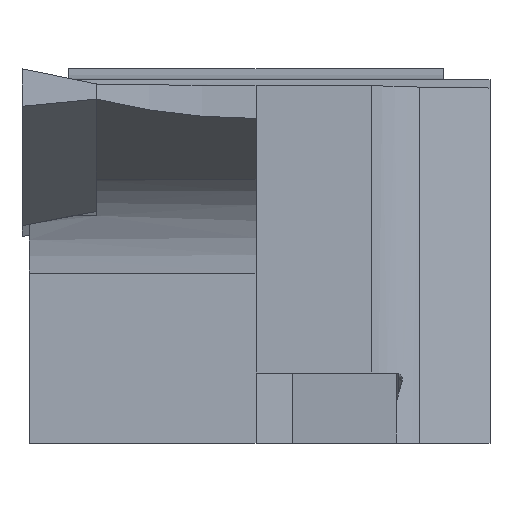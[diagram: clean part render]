
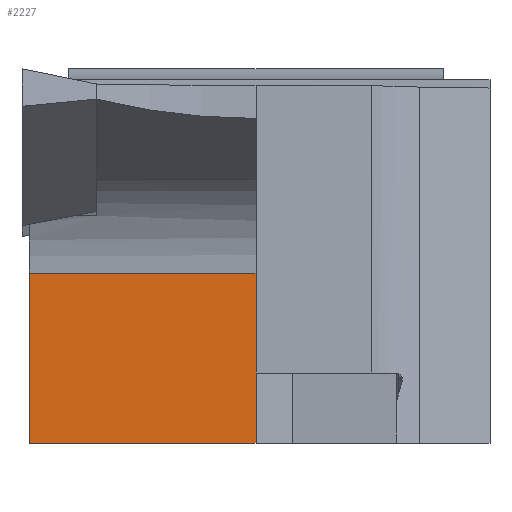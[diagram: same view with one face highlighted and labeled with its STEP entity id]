
A CAD part, left-side view. The second image highlights one B-rep face of the part: STEP entity #2227.
In plain terms, the highlighted planar face has unit normal (-1, 0, 0).
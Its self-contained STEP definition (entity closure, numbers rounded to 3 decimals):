
#37 = CARTESIAN_POINT ( 'NONE',  ( -118.023, -164.344, -0.732 ) ) ;
#77 = VERTEX_POINT ( 'NONE', #3323 ) ;
#99 = AXIS2_PLACEMENT_3D ( 'NONE', #226, #1465, #1823 ) ;
#210 = LINE ( 'NONE', #2332, #811 ) ;
#226 = CARTESIAN_POINT ( 'NONE',  ( -118.023, -164.344, -48.728 ) ) ;
#387 = VECTOR ( 'NONE', #2907, 1000. ) ;
#470 = DIRECTION ( 'NONE',  ( 0., 1., 0. ) ) ;
#472 = LINE ( 'NONE', #1900, #387 ) ;
#544 = CARTESIAN_POINT ( 'NONE',  ( -118.023, 0., -0.732 ) ) ;
#755 = VERTEX_POINT ( 'NONE', #943 ) ;
#761 = ORIENTED_EDGE ( 'NONE', *, *, #2223, .F. ) ;
#811 = VECTOR ( 'NONE', #3277, 1000. ) ;
#911 = VERTEX_POINT ( 'NONE', #544 ) ;
#943 = CARTESIAN_POINT ( 'NONE',  ( -118.023, 9.7, -0.732 ) ) ;
#973 = EDGE_CURVE ( 'NONE', #911, #755, #1314, .T. ) ;
#1017 = EDGE_CURVE ( 'NONE', #77, #2459, #472, .T. ) ;
#1130 = CARTESIAN_POINT ( 'NONE',  ( -118.023, 9.7, -8. ) ) ;
#1270 = PLANE ( 'NONE',  #99 ) ;
#1314 = LINE ( 'NONE', #37, #2630 ) ;
#1465 = DIRECTION ( 'NONE',  ( 1., 0., 0. ) ) ;
#1498 = FACE_OUTER_BOUND ( 'NONE', #3108, .T. ) ;
#1768 = ORIENTED_EDGE ( 'NONE', *, *, #973, .T. ) ;
#1810 = EDGE_CURVE ( 'NONE', #77, #911, #210, .T. ) ;
#1823 = DIRECTION ( 'NONE',  ( 0., 1., 0. ) ) ;
#1900 = CARTESIAN_POINT ( 'NONE',  ( -118.023, 0., -8. ) ) ;
#2192 = LINE ( 'NONE', #2595, #2830 ) ;
#2223 = EDGE_CURVE ( 'NONE', #2459, #755, #2192, .T. ) ;
#2227 = ADVANCED_FACE ( 'NONE', ( #1498 ), #1270, .F. ) ;
#2306 = DIRECTION ( 'NONE',  ( 0., 0., 1. ) ) ;
#2332 = CARTESIAN_POINT ( 'NONE',  ( -118.023, 0., -48.728 ) ) ;
#2459 = VERTEX_POINT ( 'NONE', #1130 ) ;
#2595 = CARTESIAN_POINT ( 'NONE',  ( -118.023, 9.7, -48.728 ) ) ;
#2630 = VECTOR ( 'NONE', #470, 1000. ) ;
#2817 = ORIENTED_EDGE ( 'NONE', *, *, #1017, .F. ) ;
#2830 = VECTOR ( 'NONE', #2306, 1000. ) ;
#2907 = DIRECTION ( 'NONE',  ( 0., 1., 0. ) ) ;
#3108 = EDGE_LOOP ( 'NONE', ( #761, #2817, #3111, #1768 ) ) ;
#3111 = ORIENTED_EDGE ( 'NONE', *, *, #1810, .T. ) ;
#3277 = DIRECTION ( 'NONE',  ( 0., 0., 1. ) ) ;
#3323 = CARTESIAN_POINT ( 'NONE',  ( -118.023, 0., -8. ) ) ;
